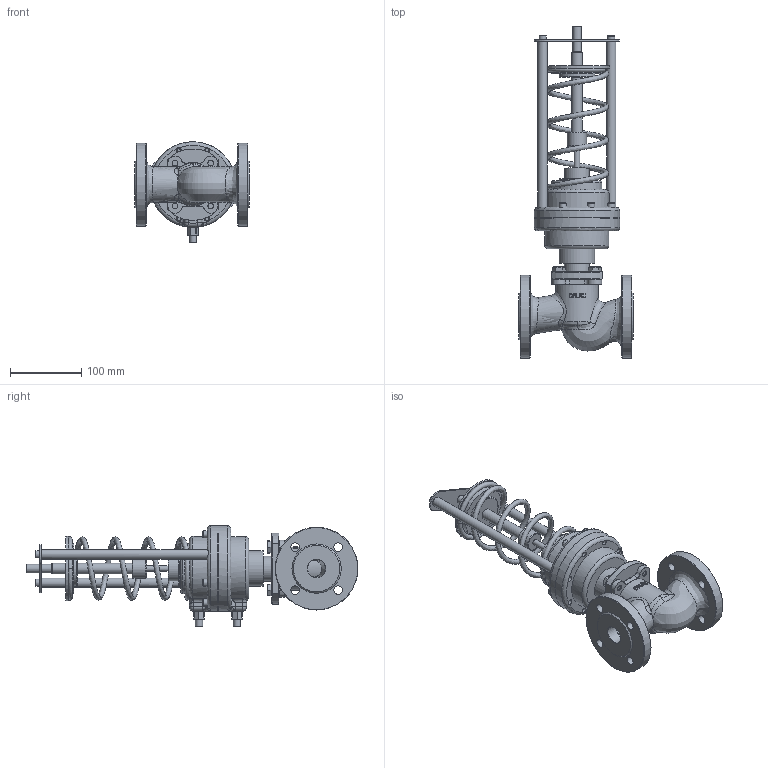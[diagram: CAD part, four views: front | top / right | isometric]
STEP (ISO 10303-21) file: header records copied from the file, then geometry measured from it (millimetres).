
FILE_DESCRIPTION(/* description */ (''),/* implementation_level */ '2;1');
FILE_NAME(/* name */ 'DN25_3D_STEP.stp',/* time_stamp */ '2025-12-17T00:19:29+03:00',/* author */ ('igorr'),/* organization */ (''),/* preprocessor_version */ 'ST-DEVELOPER v20',/* originating_system */ 'Autodesk Inventor 2025',/* authorisation */ '');
FILE_SCHEMA (('AUTOMOTIVE_DESIGN { 1 0 10303 214 3 1 1 }'));
Length unit declared in the file: millimetre
Products named in the file (5): Сборка; Деталь1; Деталь2; AS 1110 - M10 x 16; AS 1420 - 1973 - M6 x 10
Assembly tree (14 placements, depth 2):
  Сборка
    Деталь1
    Деталь2
    AS 1110 - M10 x 16  x4
    AS 1420 - 1973 - M6 x 10  x8
Bounding box: 160 x 465 x 140.75 mm (x, y, z)
Volume: 1736032.3 mm3; surface area: 276503.7 mm2
Topology: 14 solids, 15 shells, 562 faces, 1400 edges, 895 vertices
Faces by surface type: plane 258, cylinder 148, bspline 58, cone 55, torus 35, sphere 8
Full cylindrical faces by diameter (mm): 4.49 x2, 4.902 x1, 6 x8, 7 x17, 8 x5, 9.994 x2, 10 x12, 11 x4, 12 x10, 13.036 x1, 13.497 x1, 15 x2, 16 x4, 25 x2, 27 x1, 34.526 x1, 35 x1, 50 x3, 60 x2, 70 x2, 90 x1, 116 x2, 120 x1
Entity records: 21602 total; most frequent: CARTESIAN_POINT 11787, ORIENTED_EDGE 1976, DIRECTION 1906, EDGE_CURVE 988, AXIS2_PLACEMENT_3D 778, VERTEX_POINT 637, EDGE_LOOP 474, CIRCLE 396
